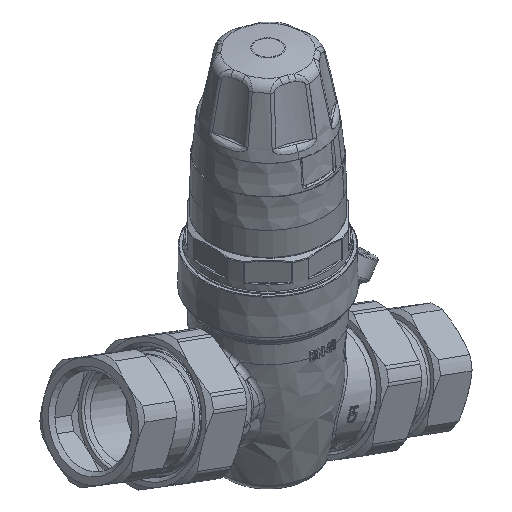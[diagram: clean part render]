
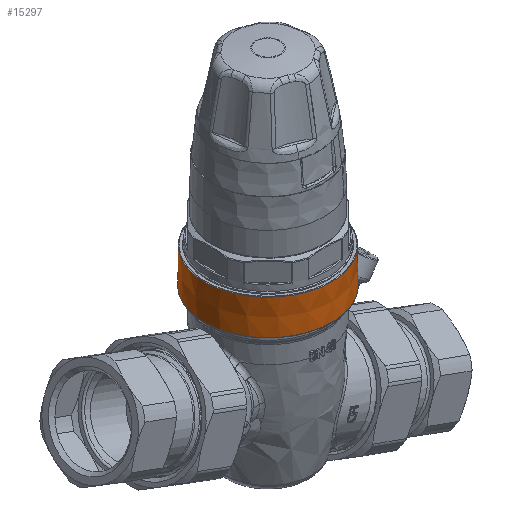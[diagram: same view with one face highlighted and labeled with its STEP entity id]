
A CAD part, isometric view. The second image highlights one B-rep face of the part: STEP entity #15297.
In plain terms, the highlighted conical face has half-angle 0.5 degrees and reference radius 38.85 mm.
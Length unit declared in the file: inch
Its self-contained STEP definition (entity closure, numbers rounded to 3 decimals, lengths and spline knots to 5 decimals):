
#2426=FACE_OUTER_BOUND('',#3297,.T.);
#3297=EDGE_LOOP('',(#12115,#12116,#12117,#12118,#12119,#12120));
#4010=LINE('',#39888,#4525);
#4525=VECTOR('',#18855,1.52953);
#5044=CIRCLE('',#16413,1.53698);
#5045=CIRCLE('',#16414,1.53698);
#5046=CIRCLE('',#16416,1.52963);
#5047=CIRCLE('',#16417,1.52963);
#6360=VERTEX_POINT('',#39881);
#6361=VERTEX_POINT('',#39883);
#6362=VERTEX_POINT('',#39887);
#6363=VERTEX_POINT('',#39889);
#8341=EDGE_CURVE('',#6360,#6361,#5044,.T.);
#8342=EDGE_CURVE('',#6361,#6360,#5045,.T.);
#8343=EDGE_CURVE('',#6361,#6362,#4010,.T.);
#8344=EDGE_CURVE('',#6363,#6362,#5046,.F.);
#8345=EDGE_CURVE('',#6362,#6363,#5047,.F.);
#12115=ORIENTED_EDGE('',*,*,#8342,.F.);
#12116=ORIENTED_EDGE('',*,*,#8343,.T.);
#12117=ORIENTED_EDGE('',*,*,#8344,.F.);
#12118=ORIENTED_EDGE('',*,*,#8345,.F.);
#12119=ORIENTED_EDGE('',*,*,#8343,.F.);
#12120=ORIENTED_EDGE('',*,*,#8341,.F.);
#13858=CONICAL_SURFACE('',#16415,1.52953,0.009);
#15297=ADVANCED_FACE('',(#2426),#13858,.T.);
#16413=AXIS2_PLACEMENT_3D('',#39884,#18849,#18850);
#16414=AXIS2_PLACEMENT_3D('',#39885,#18851,#18852);
#16415=AXIS2_PLACEMENT_3D('',#39886,#18853,#18854);
#16416=AXIS2_PLACEMENT_3D('',#39890,#18856,#18857);
#16417=AXIS2_PLACEMENT_3D('',#39891,#18858,#18859);
#18849=DIRECTION('center_axis',(0.,0.,-1.));
#18850=DIRECTION('ref_axis',(1.,0.,0.));
#18851=DIRECTION('center_axis',(0.,0.,-1.));
#18852=DIRECTION('ref_axis',(1.,0.,0.));
#18853=DIRECTION('center_axis',(0.,0.,-1.));
#18854=DIRECTION('ref_axis',(-0.878,0.479,0.));
#18855=DIRECTION('',(-0.008,0.004,1.));
#18856=DIRECTION('center_axis',(0.,0.,-1.));
#18857=DIRECTION('ref_axis',(1.,0.,0.));
#18858=DIRECTION('center_axis',(0.,0.,-1.));
#18859=DIRECTION('ref_axis',(1.,0.,0.));
#39881=CARTESIAN_POINT('',(1.53379,-0.09903,1.4484));
#39883=CARTESIAN_POINT('',(1.34883,-0.73687,1.4484));
#39884=CARTESIAN_POINT('Origin',(0.,0.,
1.4484));
#39885=CARTESIAN_POINT('Origin',(0.,0.,
1.4484));
#39886=CARTESIAN_POINT('Origin',(0.,0.,
2.30262));
#39887=CARTESIAN_POINT('',(1.34238,-0.73334,2.29092));
#39888=CARTESIAN_POINT('',(1.34229,-0.73329,2.30262));
#39889=CARTESIAN_POINT('',(1.52691,-0.09115,2.29092));
#39890=CARTESIAN_POINT('Origin',(0.,0.,
2.29092));
#39891=CARTESIAN_POINT('Origin',(0.,0.,
2.29092));
